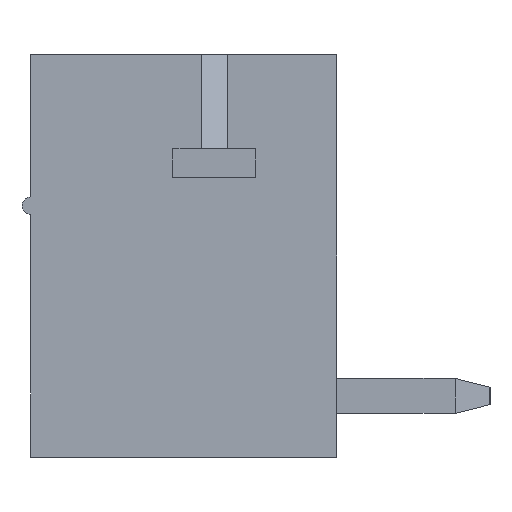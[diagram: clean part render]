
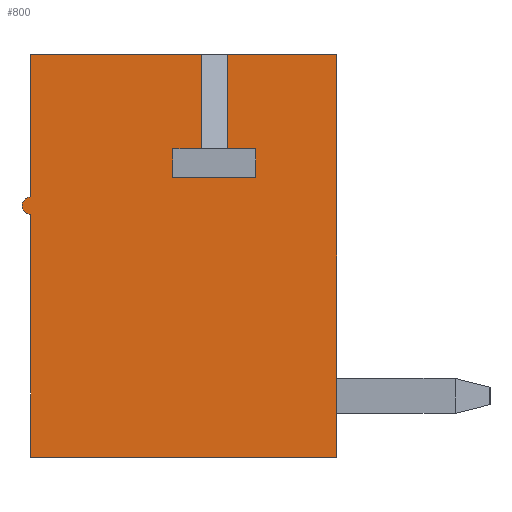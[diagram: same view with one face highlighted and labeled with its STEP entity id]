
A CAD part, left-side view. The second image highlights one B-rep face of the part: STEP entity #800.
In plain terms, the highlighted planar face has unit normal (-1, 0, 0).
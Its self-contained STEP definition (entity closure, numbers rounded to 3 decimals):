
#800 = ADVANCED_FACE( '', ( #1616 ), #1617, .F. );
#1616 = FACE_OUTER_BOUND( '', #2447, .T. );
#1617 = PLANE( '', #2448 );
#2447 = EDGE_LOOP( '', ( #4650, #4651, #4652, #4653, #4654, #4655, #4656, #4657, #4658, #4659, #4660, #4661, #4662, #4663 ) );
#2448 = AXIS2_PLACEMENT_3D( '', #4664, #4665, #4666 );
#4650 = ORIENTED_EDGE( '', *, *, #5117, .T. );
#4651 = ORIENTED_EDGE( '', *, *, #6016, .T. );
#4652 = ORIENTED_EDGE( '', *, *, #5606, .F. );
#4653 = ORIENTED_EDGE( '', *, *, #5989, .T. );
#4654 = ORIENTED_EDGE( '', *, *, #5273, .T. );
#4655 = ORIENTED_EDGE( '', *, *, #6042, .T. );
#4656 = ORIENTED_EDGE( '', *, *, #5650, .F. );
#4657 = ORIENTED_EDGE( '', *, *, #6043, .F. );
#4658 = ORIENTED_EDGE( '', *, *, #5602, .F. );
#4659 = ORIENTED_EDGE( '', *, *, #5293, .T. );
#4660 = ORIENTED_EDGE( '', *, *, #5995, .T. );
#4661 = ORIENTED_EDGE( '', *, *, #5749, .T. );
#4662 = ORIENTED_EDGE( '', *, *, #5967, .T. );
#4663 = ORIENTED_EDGE( '', *, *, #5734, .T. );
#4664 = CARTESIAN_POINT( '', ( -10.12, 0., 0. ) );
#4665 = DIRECTION( '', ( 1., 0., 0. ) );
#4666 = DIRECTION( '', ( 0., 0., -1. ) );
#5117 = EDGE_CURVE( '', #6115, #6116, #6117, .T. );
#5273 = EDGE_CURVE( '', #6395, #6393, #6396, .F. );
#5293 = EDGE_CURVE( '', #6428, #6429, #6430, .T. );
#5602 = EDGE_CURVE( '', #6428, #6946, #6947, .T. );
#5606 = EDGE_CURVE( '', #6950, #6944, #6952, .T. );
#5650 = EDGE_CURVE( '', #7017, #7019, #7020, .T. );
#5734 = EDGE_CURVE( '', #7130, #6115, #7131, .T. );
#5749 = EDGE_CURVE( '', #7152, #7153, #7154, .T. );
#5967 = EDGE_CURVE( '', #7153, #7130, #7439, .T. );
#5989 = EDGE_CURVE( '', #6950, #6395, #7464, .T. );
#5995 = EDGE_CURVE( '', #6429, #7152, #7470, .T. );
#6016 = EDGE_CURVE( '', #6116, #6944, #7494, .T. );
#6042 = EDGE_CURVE( '', #6393, #7019, #7524, .T. );
#6043 = EDGE_CURVE( '', #6946, #7017, #7525, .T. );
#6115 = VERTEX_POINT( '', #7602 );
#6116 = VERTEX_POINT( '', #7603 );
#6117 = LINE( '', #7604, #7605 );
#6393 = VERTEX_POINT( '', #7999 );
#6395 = VERTEX_POINT( '', #8002 );
#6396 = CIRCLE( '', #8003, 0.2 );
#6428 = VERTEX_POINT( '', #8047 );
#6429 = VERTEX_POINT( '', #8048 );
#6430 = LINE( '', #8049, #8050 );
#6944 = VERTEX_POINT( '', #8812 );
#6946 = VERTEX_POINT( '', #8815 );
#6947 = LINE( '', #8816, #8817 );
#6950 = VERTEX_POINT( '', #8822 );
#6952 = LINE( '', #8825, #8826 );
#7017 = VERTEX_POINT( '', #8920 );
#7019 = VERTEX_POINT( '', #8923 );
#7020 = LINE( '', #8924, #8925 );
#7130 = VERTEX_POINT( '', #9088 );
#7131 = LINE( '', #9089, #9090 );
#7152 = VERTEX_POINT( '', #9122 );
#7153 = VERTEX_POINT( '', #9123 );
#7154 = LINE( '', #9124, #9125 );
#7439 = LINE( '', #9560, #9561 );
#7464 = LINE( '', #9597, #9598 );
#7470 = LINE( '', #9606, #9607 );
#7494 = LINE( '', #9639, #9640 );
#7524 = LINE( '', #9682, #9683 );
#7525 = LINE( '', #9684, #9685 );
#7602 = CARTESIAN_POINT( '', ( -10.12, 0.15, 2.45 ) );
#7603 = CARTESIAN_POINT( '', ( -10.12, -0.5, 2.45 ) );
#7604 = CARTESIAN_POINT( '', ( -10.12, 0.15, 2.45 ) );
#7605 = VECTOR( '', #9783, 1000. );
#7999 = CARTESIAN_POINT( '', ( -10.12, 3.4, 0.95 ) );
#8002 = CARTESIAN_POINT( '', ( -10.12, 3.4, 1.35 ) );
#8003 = AXIS2_PLACEMENT_3D( '', #9933, #9934, #9935 );
#8047 = CARTESIAN_POINT( '', ( -10.12, -1.1, 4.6 ) );
#8048 = CARTESIAN_POINT( '', ( -10.12, -1.1, 2.45 ) );
#8049 = CARTESIAN_POINT( '', ( -10.12, -1.1, 4.6 ) );
#8050 = VECTOR( '', #9954, 1000. );
#8812 = CARTESIAN_POINT( '', ( -10.12, -0.5, 4.6 ) );
#8815 = CARTESIAN_POINT( '', ( -10.12, -3.6, 4.6 ) );
#8816 = CARTESIAN_POINT( '', ( -10.12, 3.6, 4.6 ) );
#8817 = VECTOR( '', #10237, 1000. );
#8822 = CARTESIAN_POINT( '', ( -10.12, 3.4, 4.6 ) );
#8825 = CARTESIAN_POINT( '', ( -10.12, 3.6, 4.6 ) );
#8826 = VECTOR( '', #10241, 1000. );
#8920 = CARTESIAN_POINT( '', ( -10.12, -3.6, -4.6 ) );
#8923 = CARTESIAN_POINT( '', ( -10.12, 3.4, -4.6 ) );
#8924 = CARTESIAN_POINT( '', ( -10.12, -3.6, -4.6 ) );
#8925 = VECTOR( '', #10278, 1000. );
#9088 = CARTESIAN_POINT( '', ( -10.12, 0.15, 1.8 ) );
#9089 = CARTESIAN_POINT( '', ( -10.12, 0.15, 1.8 ) );
#9090 = VECTOR( '', #10347, 1000. );
#9122 = CARTESIAN_POINT( '', ( -10.12, -1.75, 2.45 ) );
#9123 = CARTESIAN_POINT( '', ( -10.12, -1.75, 1.8 ) );
#9124 = CARTESIAN_POINT( '', ( -10.12, -1.75, 2.45 ) );
#9125 = VECTOR( '', #10359, 1000. );
#9560 = CARTESIAN_POINT( '', ( -10.12, -1.75, 1.8 ) );
#9561 = VECTOR( '', #10522, 1000. );
#9597 = CARTESIAN_POINT( '', ( -10.12, 3.4, 0. ) );
#9598 = VECTOR( '', #10534, 1000. );
#9606 = CARTESIAN_POINT( '', ( -10.12, -1.1, 2.45 ) );
#9607 = VECTOR( '', #10537, 1000. );
#9639 = CARTESIAN_POINT( '', ( -10.12, -0.5, 2.45 ) );
#9640 = VECTOR( '', #10549, 1000. );
#9682 = CARTESIAN_POINT( '', ( -10.12, 3.4, 0. ) );
#9683 = VECTOR( '', #10565, 1000. );
#9684 = CARTESIAN_POINT( '', ( -10.12, -3.6, 4.6 ) );
#9685 = VECTOR( '', #10566, 1000. );
#9783 = DIRECTION( '', ( 0., -1., 0. ) );
#9933 = CARTESIAN_POINT( '', ( -10.12, 3.4, 1.15 ) );
#9934 = DIRECTION( '', ( 1., 0., 0. ) );
#9935 = DIRECTION( '', ( 0., 0., -1. ) );
#9954 = DIRECTION( '', ( 0., 0., -1. ) );
#10237 = DIRECTION( '', ( 0., -1., 0. ) );
#10241 = DIRECTION( '', ( 0., -1., 0. ) );
#10278 = DIRECTION( '', ( 0., 1., 0. ) );
#10347 = DIRECTION( '', ( 0., 0., 1. ) );
#10359 = DIRECTION( '', ( 0., 0., -1. ) );
#10522 = DIRECTION( '', ( 0., 1., 0. ) );
#10534 = DIRECTION( '', ( 0., 0., -1. ) );
#10537 = DIRECTION( '', ( 0., -1., 0. ) );
#10549 = DIRECTION( '', ( 0., 0., 1. ) );
#10565 = DIRECTION( '', ( 0., 0., -1. ) );
#10566 = DIRECTION( '', ( 0., 0., -1. ) );
